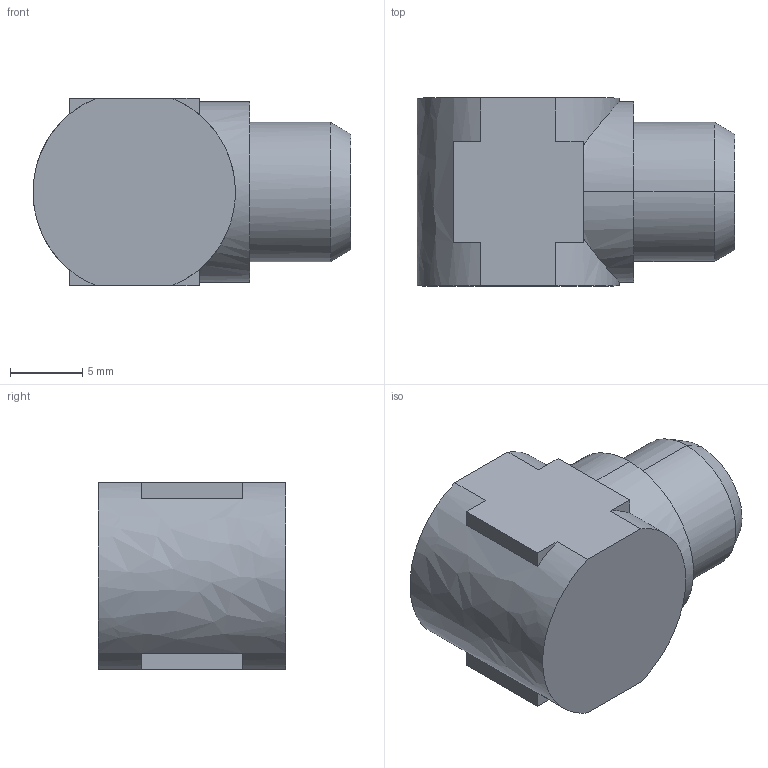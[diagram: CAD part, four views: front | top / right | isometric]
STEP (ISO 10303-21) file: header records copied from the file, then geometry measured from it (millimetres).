
FILE_DESCRIPTION (( 'STEP AP214' ), '1' );
FILE_NAME ('DRF.BL01_L.STEP', '2018-09-05T10:28:34', ( '' ), ( '' ), 'SwSTEP 2.0', 'SolidWorks 2018', '' );
FILE_SCHEMA (( 'AUTOMOTIVE_DESIGN' ));
Length unit declared in the file: millimetre
Products named in the file (1): DRF.BL01_L
Bounding box: 22 x 13 x 13 mm (x, y, z)
Volume: 1838.8 mm3; surface area: 1571.6 mm2
Topology: 1 solids, 1 shells, 38 faces, 96 edges, 61 vertices
Faces by surface type: bspline 38
Entity records: 1728 total; most frequent: CARTESIAN_POINT 1127, ORIENTED_EDGE 188, EDGE_CURVE 94, B_SPLINE_CURVE_WITH_KNOTS 74, VERTEX_POINT 61, EDGE_LOOP 43, ADVANCED_FACE 38, FACE_OUTER_BOUND 38
